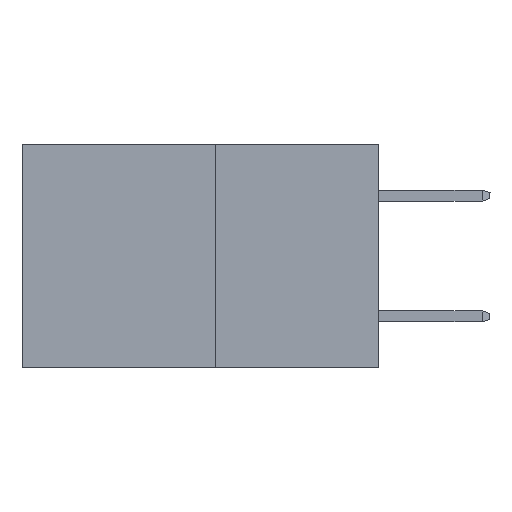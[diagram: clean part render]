
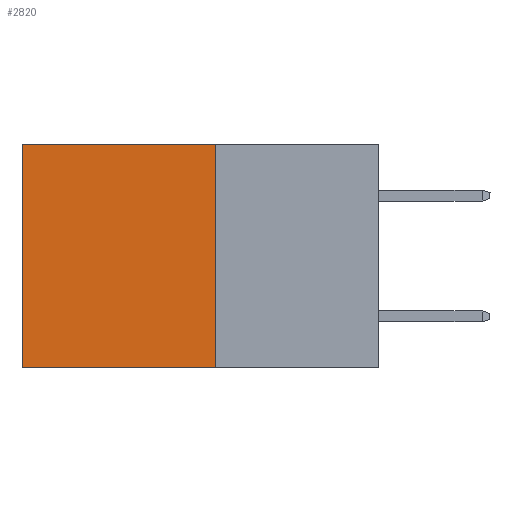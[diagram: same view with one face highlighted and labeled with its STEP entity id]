
A CAD part, left-side view. The second image highlights one B-rep face of the part: STEP entity #2820.
In plain terms, the highlighted planar face has unit normal (-1, 0, 0).
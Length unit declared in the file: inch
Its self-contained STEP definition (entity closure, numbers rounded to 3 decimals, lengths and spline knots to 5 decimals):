
#86 = EDGE_CURVE ( 'NONE', #11653, #10718, #3884, .T. ) ;
#202 = LINE ( 'NONE', #11435, #8319 ) ;
#232 = EDGE_CURVE ( 'NONE', #11653, #10389, #1860, .T. ) ;
#418 = CARTESIAN_POINT ( 'NONE',  ( 0.277, 0.27, -0.37 ) ) ;
#1452 = CARTESIAN_POINT ( 'NONE',  ( 0.277, 0.27, -0.37 ) ) ;
#1472 = EDGE_LOOP ( 'NONE', ( #10434, #2918, #5863, #8464 ) ) ;
#1860 = LINE ( 'NONE', #1452, #5069 ) ;
#2527 = FACE_OUTER_BOUND ( 'NONE', #1472, .T. ) ;
#2820 = ADVANCED_FACE ( 'NONE', ( #2527 ), #7002, .F. ) ;
#2918 = ORIENTED_EDGE ( 'NONE', *, *, #12541, .F. ) ;
#3274 = CARTESIAN_POINT ( 'NONE',  ( 0.277, 0.59, 0. ) ) ;
#3761 = DIRECTION ( 'NONE',  ( 0., 1., 0. ) ) ;
#3884 = LINE ( 'NONE', #8107, #10953 ) ;
#5069 = VECTOR ( 'NONE', #6498, 39.37008 ) ;
#5108 = DIRECTION ( 'NONE',  ( 1., 0., 0. ) ) ;
#5155 = VECTOR ( 'NONE', #8117, 39.37008 ) ;
#5863 = ORIENTED_EDGE ( 'NONE', *, *, #232, .F. ) ;
#5936 = CARTESIAN_POINT ( 'NONE',  ( 0.277, 0.27, 0. ) ) ;
#6037 = DIRECTION ( 'NONE',  ( 0., 1., 0. ) ) ;
#6044 = VERTEX_POINT ( 'NONE', #10000 ) ;
#6498 = DIRECTION ( 'NONE',  ( 0., 0., -1. ) ) ;
#7002 = PLANE ( 'NONE',  #8148 ) ;
#7124 = CARTESIAN_POINT ( 'NONE',  ( 0.277, 0.59, -0.37 ) ) ;
#8107 = CARTESIAN_POINT ( 'NONE',  ( 0.277, 0.27, 0. ) ) ;
#8117 = DIRECTION ( 'NONE',  ( 0., 0., -1. ) ) ;
#8148 = AXIS2_PLACEMENT_3D ( 'NONE', #8962, #5108, #11813 ) ;
#8319 = VECTOR ( 'NONE', #3761, 39.37008 ) ;
#8464 = ORIENTED_EDGE ( 'NONE', *, *, #86, .T. ) ;
#8962 = CARTESIAN_POINT ( 'NONE',  ( 0.277, 0.27, -0.37 ) ) ;
#10000 = CARTESIAN_POINT ( 'NONE',  ( 0.277, 0.59, -0.37 ) ) ;
#10314 = LINE ( 'NONE', #7124, #5155 ) ;
#10389 = VERTEX_POINT ( 'NONE', #418 ) ;
#10434 = ORIENTED_EDGE ( 'NONE', *, *, #11923, .T. ) ;
#10718 = VERTEX_POINT ( 'NONE', #3274 ) ;
#10953 = VECTOR ( 'NONE', #6037, 39.37008 ) ;
#11435 = CARTESIAN_POINT ( 'NONE',  ( 0.277, 0.27, -0.37 ) ) ;
#11653 = VERTEX_POINT ( 'NONE', #5936 ) ;
#11813 = DIRECTION ( 'NONE',  ( 0., 0., -1. ) ) ;
#11923 = EDGE_CURVE ( 'NONE', #10718, #6044, #10314, .T. ) ;
#12541 = EDGE_CURVE ( 'NONE', #10389, #6044, #202, .T. ) ;
